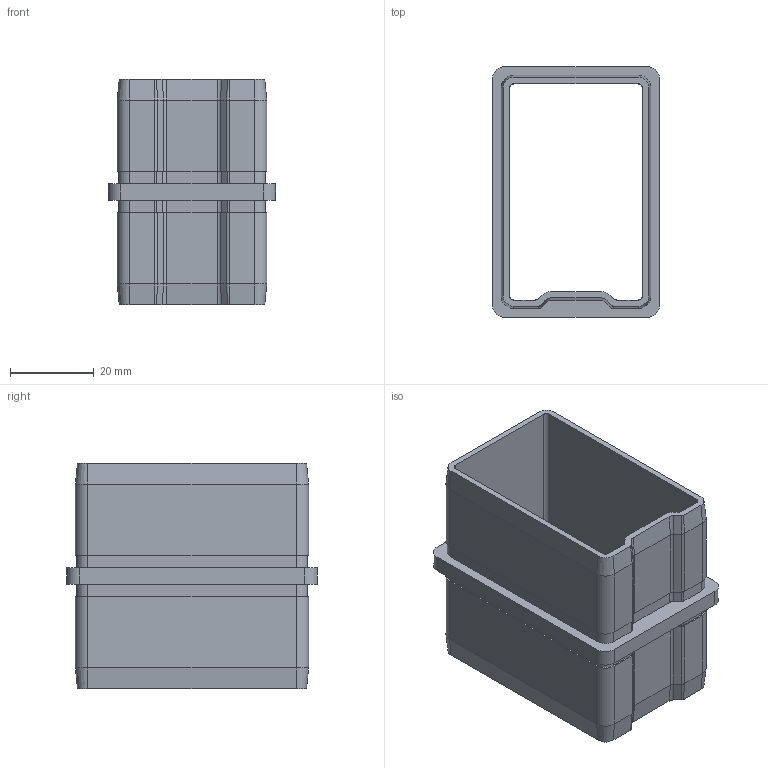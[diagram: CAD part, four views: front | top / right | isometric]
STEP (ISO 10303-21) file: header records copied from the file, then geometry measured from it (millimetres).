
FILE_DESCRIPTION (( 'STEP AP203' ), '1' );
FILE_NAME ('10106040.step', '2020-03-09T06:44:10', ( '' ), ( '' ), 'SwSTEP 2.0', 'SolidWorks 2015', '' );
FILE_SCHEMA (( 'CONFIG_CONTROL_DESIGN' ));
Length unit declared in the file: millimetre
Products named in the file (2): 10106040
Bounding box: 40 x 60 x 54 mm (x, y, z)
Volume: 19659.8 mm3; surface area: 20361.4 mm2
Topology: 1 solids, 1 shells, 531 faces, 1348 edges, 866 vertices
Faces by surface type: plane 307, bspline 160, cylinder 48, cone 16
Entity records: 25323 total; most frequent: CARTESIAN_POINT 13413, ORIENTED_EDGE 2696, DIRECTION 1880, EDGE_CURVE 1348, LINE 910, VECTOR 910, VERTEX_POINT 866, EDGE_LOOP 580
